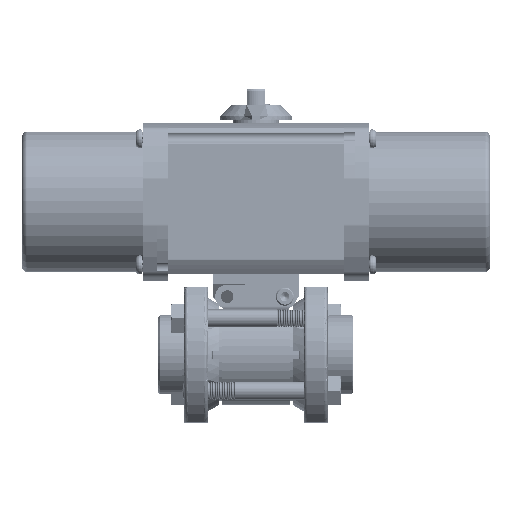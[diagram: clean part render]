
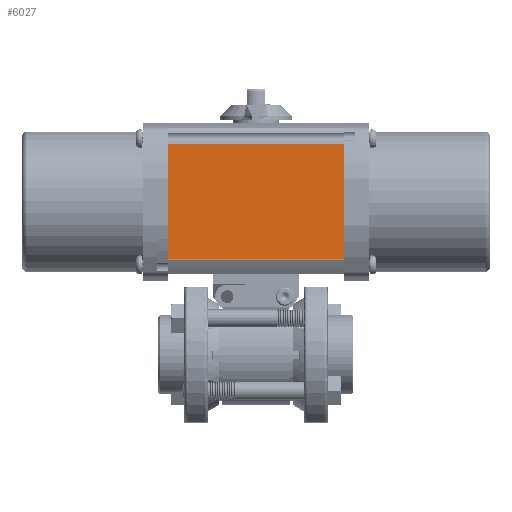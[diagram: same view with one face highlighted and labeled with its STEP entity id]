
A CAD part, top view. The second image highlights one B-rep face of the part: STEP entity #6027.
In plain terms, the highlighted planar face has unit normal (0, 0, 1).
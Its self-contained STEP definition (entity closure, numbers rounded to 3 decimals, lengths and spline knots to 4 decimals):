
#542 = CARTESIAN_POINT ( 'NONE',  ( -1.5275, 1.6529, 1.17 ) ) ;
#5666 = DIRECTION ( 'NONE',  ( -1., 0., 0. ) ) ;
#6027 = ADVANCED_FACE ( 'NONE', ( #20195 ), #71471, .F. ) ;
#15973 = EDGE_CURVE ( 'NONE', #78355, #46807, #39740, .T. ) ;
#17866 = EDGE_CURVE ( 'NONE', #192823, #147755, #120939, .T. ) ;
#20195 = FACE_OUTER_BOUND ( 'NONE', #209121, .T. ) ;
#30887 = CARTESIAN_POINT ( 'NONE',  ( 1.5275, 3.6544, 1.17 ) ) ;
#39740 = LINE ( 'NONE', #174439, #207779 ) ;
#45465 = DIRECTION ( 'NONE',  ( 0., 1., 0. ) ) ;
#46807 = VERTEX_POINT ( 'NONE', #104959 ) ;
#55705 = AXIS2_PLACEMENT_3D ( 'NONE', #153388, #55839, #169724 ) ;
#55839 = DIRECTION ( 'NONE',  ( 0., 0., -1. ) ) ;
#64380 = DIRECTION ( 'NONE',  ( 0., -1., 0. ) ) ;
#71471 = PLANE ( 'NONE',  #55705 ) ;
#75291 = LINE ( 'NONE', #103197, #161928 ) ;
#78355 = VERTEX_POINT ( 'NONE', #542 ) ;
#87412 = ORIENTED_EDGE ( 'NONE', *, *, #205724, .T. ) ;
#96595 = ORIENTED_EDGE ( 'NONE', *, *, #177595, .T. ) ;
#103197 = CARTESIAN_POINT ( 'NONE',  ( -5.0403, 3.6471, 1.17 ) ) ;
#104959 = CARTESIAN_POINT ( 'NONE',  ( -1.5275, 3.6471, 1.17 ) ) ;
#119912 = LINE ( 'NONE', #193932, #158182 ) ;
#120939 = LINE ( 'NONE', #30887, #164284 ) ;
#123290 = CARTESIAN_POINT ( 'NONE',  ( 1.5275, 1.6529, 1.17 ) ) ;
#130168 = ORIENTED_EDGE ( 'NONE', *, *, #15973, .F. ) ;
#147755 = VERTEX_POINT ( 'NONE', #123290 ) ;
#153388 = CARTESIAN_POINT ( 'NONE',  ( -5.0403, 3.6544, 1.17 ) ) ;
#158182 = VECTOR ( 'NONE', #162684, 39.3701 ) ;
#161928 = VECTOR ( 'NONE', #5666, 39.3701 ) ;
#162684 = DIRECTION ( 'NONE',  ( 1., 0., 0. ) ) ;
#164284 = VECTOR ( 'NONE', #64380, 39.3701 ) ;
#169724 = DIRECTION ( 'NONE',  ( 0., -1., 0. ) ) ;
#171689 = ORIENTED_EDGE ( 'NONE', *, *, #17866, .F. ) ;
#174439 = CARTESIAN_POINT ( 'NONE',  ( -1.5275, 3.6544, 1.17 ) ) ;
#177595 = EDGE_CURVE ( 'NONE', #78355, #147755, #119912, .T. ) ;
#192823 = VERTEX_POINT ( 'NONE', #201060 ) ;
#193932 = CARTESIAN_POINT ( 'NONE',  ( -5.0403, 1.6529, 1.17 ) ) ;
#201060 = CARTESIAN_POINT ( 'NONE',  ( 1.5275, 3.6471, 1.17 ) ) ;
#205724 = EDGE_CURVE ( 'NONE', #192823, #46807, #75291, .T. ) ;
#207779 = VECTOR ( 'NONE', #45465, 39.3701 ) ;
#209121 = EDGE_LOOP ( 'NONE', ( #171689, #87412, #130168, #96595 ) ) ;
